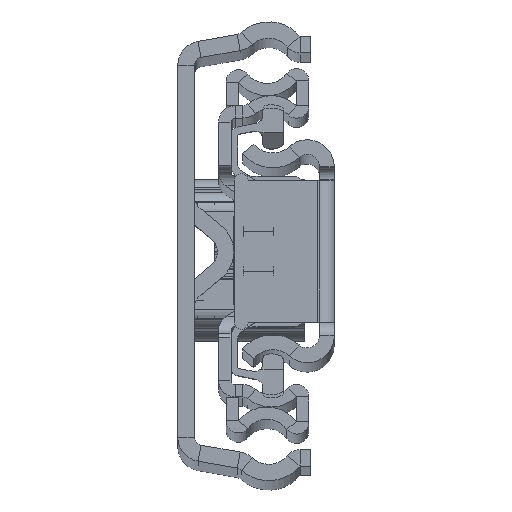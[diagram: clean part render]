
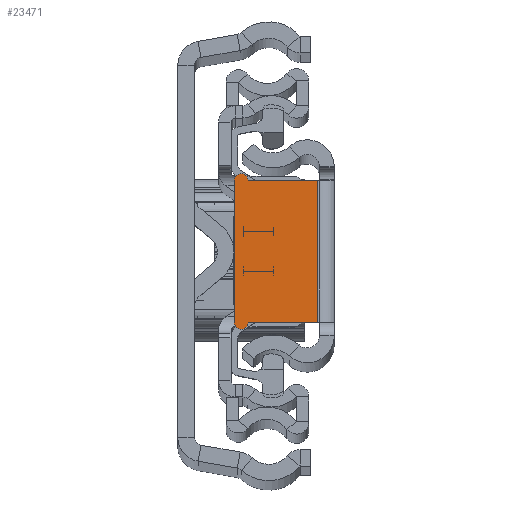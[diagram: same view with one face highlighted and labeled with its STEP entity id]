
A CAD part, top view. The second image highlights one B-rep face of the part: STEP entity #23471.
In plain terms, the highlighted planar face has unit normal (0, 0, 1).
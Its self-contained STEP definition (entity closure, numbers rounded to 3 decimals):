
#198 = DIRECTION ( 'NONE',  ( 1., 0., 0. ) ) ;
#671 = ORIENTED_EDGE ( 'NONE', *, *, #16885, .F. ) ;
#917 = EDGE_LOOP ( 'NONE', ( #27592, #14007, #671, #45499, #30059, #41894 ) ) ;
#1561 = VERTEX_POINT ( 'NONE', #4425 ) ;
#2527 = DIRECTION ( 'NONE',  ( 0., 1., 0. ) ) ;
#3447 = LINE ( 'NONE', #10046, #3876 ) ;
#3519 = EDGE_CURVE ( 'NONE', #13197, #26417, #24669, .T. ) ;
#3876 = VECTOR ( 'NONE', #2527, 1000. ) ;
#4203 = VERTEX_POINT ( 'NONE', #27704 ) ;
#4425 = CARTESIAN_POINT ( 'NONE',  ( -10.5, 8.65, 0. ) ) ;
#5160 = CARTESIAN_POINT ( 'NONE',  ( -12.2, -8.65, 0. ) ) ;
#5970 = EDGE_CURVE ( 'NONE', #42989, #4203, #31309, .T. ) ;
#6145 = FACE_OUTER_BOUND ( 'NONE', #917, .T. ) ;
#6922 = AXIS2_PLACEMENT_3D ( 'NONE', #22807, #29396, #198 ) ;
#10046 = CARTESIAN_POINT ( 'NONE',  ( -12.2, 8.65, 0. ) ) ;
#10465 = VECTOR ( 'NONE', #19036, 1000. ) ;
#12751 = CARTESIAN_POINT ( 'NONE',  ( 0., 0., 0. ) ) ;
#13197 = VERTEX_POINT ( 'NONE', #5160 ) ;
#13442 = VECTOR ( 'NONE', #42170, 1000. ) ;
#14007 = ORIENTED_EDGE ( 'NONE', *, *, #3519, .T. ) ;
#15116 = EDGE_CURVE ( 'NONE', #13197, #34969, #3447, .T. ) ;
#15494 = CARTESIAN_POINT ( 'NONE',  ( -1.8, 8.65, 0. ) ) ;
#16069 = VECTOR ( 'NONE', #20544, 1000. ) ;
#16885 = EDGE_CURVE ( 'NONE', #42989, #26417, #35143, .T. ) ;
#19036 = DIRECTION ( 'NONE',  ( 1., 0., 0. ) ) ;
#20513 = CARTESIAN_POINT ( 'NONE',  ( -11.35, -8.65, 0. ) ) ;
#20544 = DIRECTION ( 'NONE',  ( -1., 0., 0. ) ) ;
#20779 = CARTESIAN_POINT ( 'NONE',  ( -12.2, -8.65, 0. ) ) ;
#20961 = CARTESIAN_POINT ( 'NONE',  ( -2., 0., 0. ) ) ;
#22807 = CARTESIAN_POINT ( 'NONE',  ( -11.35, 8.65, 0. ) ) ;
#23147 = DIRECTION ( 'NONE',  ( 0., 0., 1. ) ) ;
#23471 = ADVANCED_FACE ( 'NONE', ( #6145 ), #27389, .T. ) ;
#23578 = DIRECTION ( 'NONE',  ( 0., 0., 1. ) ) ;
#24669 = CIRCLE ( 'NONE', #33683, 0.85 ) ;
#25451 = EDGE_CURVE ( 'NONE', #1561, #34969, #43026, .T. ) ;
#26417 = VERTEX_POINT ( 'NONE', #39113 ) ;
#27033 = LINE ( 'NONE', #15494, #10465 ) ;
#27148 = DIRECTION ( 'NONE',  ( 1., 0., 0. ) ) ;
#27389 = PLANE ( 'NONE',  #38884 ) ;
#27592 = ORIENTED_EDGE ( 'NONE', *, *, #15116, .F. ) ;
#27704 = CARTESIAN_POINT ( 'NONE',  ( -2., 8.65, 0. ) ) ;
#29396 = DIRECTION ( 'NONE',  ( 0., 0., 1. ) ) ;
#30059 = ORIENTED_EDGE ( 'NONE', *, *, #37191, .F. ) ;
#31309 = LINE ( 'NONE', #20961, #13442 ) ;
#33683 = AXIS2_PLACEMENT_3D ( 'NONE', #20513, #23578, #34887 ) ;
#34887 = DIRECTION ( 'NONE',  ( -1., 0., 0. ) ) ;
#34969 = VERTEX_POINT ( 'NONE', #35782 ) ;
#35143 = LINE ( 'NONE', #20779, #16069 ) ;
#35768 = CARTESIAN_POINT ( 'NONE',  ( -2., -8.65, 0. ) ) ;
#35782 = CARTESIAN_POINT ( 'NONE',  ( -12.2, 8.65, 0. ) ) ;
#37191 = EDGE_CURVE ( 'NONE', #1561, #4203, #27033, .T. ) ;
#38884 = AXIS2_PLACEMENT_3D ( 'NONE', #12751, #23147, #27148 ) ;
#39113 = CARTESIAN_POINT ( 'NONE',  ( -10.5, -8.65, 0. ) ) ;
#41894 = ORIENTED_EDGE ( 'NONE', *, *, #25451, .T. ) ;
#42170 = DIRECTION ( 'NONE',  ( 0., 1., 0. ) ) ;
#42989 = VERTEX_POINT ( 'NONE', #35768 ) ;
#43026 = CIRCLE ( 'NONE', #6922, 0.85 ) ;
#45499 = ORIENTED_EDGE ( 'NONE', *, *, #5970, .T. ) ;
